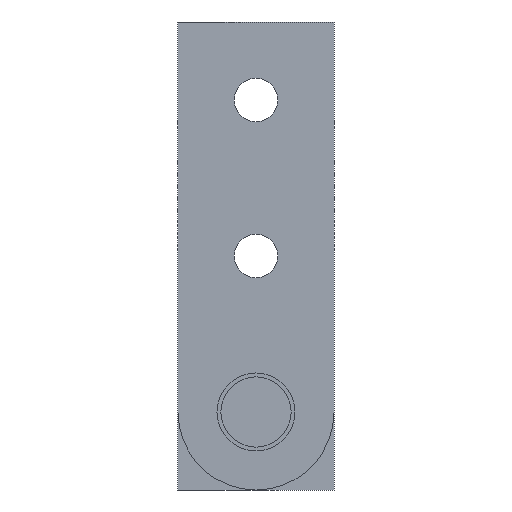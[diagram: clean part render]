
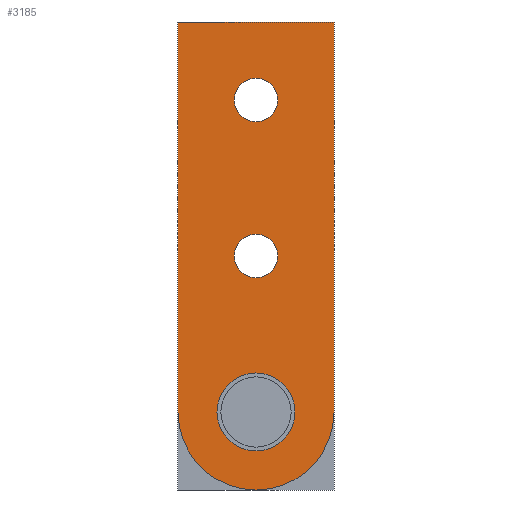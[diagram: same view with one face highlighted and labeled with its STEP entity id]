
A CAD part, left-side view. The second image highlights one B-rep face of the part: STEP entity #3185.
In plain terms, the highlighted planar face has unit normal (-1, 0, 0).
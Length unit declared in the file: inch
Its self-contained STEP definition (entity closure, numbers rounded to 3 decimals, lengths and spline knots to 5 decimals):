
#2821=CARTESIAN_POINT('',(-0.751,0.14,1.5));
#2822=VERTEX_POINT('',#2821);
#2838=CARTESIAN_POINT('',(-0.751,-0.14,1.5));
#2839=VERTEX_POINT('',#2838);
#2846=CARTESIAN_POINT('',(-0.751,0.0,1.5));
#2847=DIRECTION('',(1.0,0.0,0.0));
#2848=DIRECTION('',(0.0,1.0,0.0));
#2849=AXIS2_PLACEMENT_3D('',#2846,#2847,#2848);
#2850=CIRCLE('',#2849,0.14);
#2851=EDGE_CURVE('',#2822,#2839,#2850,.T.);
#2863=CARTESIAN_POINT('',(-0.751,0.14,2.5));
#2864=VERTEX_POINT('',#2863);
#2880=CARTESIAN_POINT('',(-0.751,-0.14,2.5));
#2881=VERTEX_POINT('',#2880);
#2888=CARTESIAN_POINT('',(-0.751,0.0,2.5));
#2889=DIRECTION('',(1.0,0.0,0.0));
#2890=DIRECTION('',(0.0,1.0,0.0));
#2891=AXIS2_PLACEMENT_3D('',#2888,#2889,#2890);
#2892=CIRCLE('',#2891,0.14);
#2893=EDGE_CURVE('',#2864,#2881,#2892,.T.);
#2905=CARTESIAN_POINT('',(-0.751,0.14,0.5));
#2906=VERTEX_POINT('',#2905);
#2922=CARTESIAN_POINT('',(-0.751,-0.14,0.5));
#2923=VERTEX_POINT('',#2922);
#2930=CARTESIAN_POINT('',(-0.751,0.,0.5));
#2931=DIRECTION('',(1.0,0.0,0.0));
#2932=DIRECTION('',(0.0,1.0,0.0));
#2933=AXIS2_PLACEMENT_3D('',#2930,#2931,#2932);
#2934=CIRCLE('',#2933,0.14);
#2935=EDGE_CURVE('',#2906,#2923,#2934,.T.);
#2946=CARTESIAN_POINT('',(-0.751,0.,0.5));
#2947=DIRECTION('',(1.0,0.0,0.0));
#2948=DIRECTION('',(0.0,1.0,0.0));
#2949=AXIS2_PLACEMENT_3D('',#2946,#2947,#2948);
#2950=CIRCLE('',#2949,0.14);
#2951=EDGE_CURVE('',#2923,#2906,#2950,.T.);
#2970=CARTESIAN_POINT('',(-0.751,0.0,2.5));
#2971=DIRECTION('',(1.0,0.0,0.0));
#2972=DIRECTION('',(0.0,1.0,0.0));
#2973=AXIS2_PLACEMENT_3D('',#2970,#2971,#2972);
#2974=CIRCLE('',#2973,0.14);
#2975=EDGE_CURVE('',#2881,#2864,#2974,.T.);
#2994=CARTESIAN_POINT('',(-0.751,0.0,1.5));
#2995=DIRECTION('',(1.0,0.0,0.0));
#2996=DIRECTION('',(0.0,1.0,0.0));
#2997=AXIS2_PLACEMENT_3D('',#2994,#2995,#2996);
#2998=CIRCLE('',#2997,0.14);
#2999=EDGE_CURVE('',#2839,#2822,#2998,.T.);
#3017=CARTESIAN_POINT('',(-0.751,-0.5,3.0));
#3018=VERTEX_POINT('',#3017);
#3019=CARTESIAN_POINT('',(-0.751,-0.5,0.5));
#3020=VERTEX_POINT('',#3019);
#3021=CARTESIAN_POINT('',(-0.751,-0.5,3.0));
#3022=DIRECTION('',(0.0,0.0,-1.0));
#3023=VECTOR('',#3022,2.5);
#3024=LINE('',#3021,#3023);
#3025=EDGE_CURVE('',#3018,#3020,#3024,.T.);
#3057=CARTESIAN_POINT('',(-0.751,0.5,0.5));
#3058=VERTEX_POINT('',#3057);
#3059=CARTESIAN_POINT('',(-0.751,0.,0.5));
#3060=DIRECTION('',(1.0,0.,0.));
#3061=DIRECTION('',(0.,0.707,-0.707));
#3062=AXIS2_PLACEMENT_3D('',#3059,#3060,#3061);
#3063=CIRCLE('',#3062,0.5);
#3064=EDGE_CURVE('',#3020,#3058,#3063,.T.);
#3090=CARTESIAN_POINT('',(-0.751,0.5,3.0));
#3091=VERTEX_POINT('',#3090);
#3092=CARTESIAN_POINT('',(-0.751,0.5,0.5));
#3093=DIRECTION('',(0.0,0.0,1.0));
#3094=VECTOR('',#3093,2.5);
#3095=LINE('',#3092,#3094);
#3096=EDGE_CURVE('',#3058,#3091,#3095,.T.);
#3121=CARTESIAN_POINT('',(-0.751,0.5,3.0));
#3122=DIRECTION('',(0.0,-1.0,0.0));
#3123=VECTOR('',#3122,1.0);
#3124=LINE('',#3121,#3123);
#3125=EDGE_CURVE('',#3091,#3018,#3124,.T.);
#3162=CARTESIAN_POINT('',(-0.751,-0.5,3.0));
#3163=DIRECTION('',(1.0,0.0,0.0));
#3164=DIRECTION('',(0.0,-1.0,0.0));
#3165=AXIS2_PLACEMENT_3D('',#3162,#3163,#3164);
#3166=PLANE('',#3165);
#3167=ORIENTED_EDGE('',*,*,#3025,.F.);
#3168=ORIENTED_EDGE('',*,*,#3125,.F.);
#3169=ORIENTED_EDGE('',*,*,#3096,.F.);
#3170=ORIENTED_EDGE('',*,*,#3064,.F.);
#3171=EDGE_LOOP('',(#3167,#3168,#3169,#3170));
#3172=FACE_OUTER_BOUND('',#3171,.T.);
#3173=ORIENTED_EDGE('',*,*,#2935,.T.);
#3174=ORIENTED_EDGE('',*,*,#2951,.T.);
#3175=EDGE_LOOP('',(#3173,#3174));
#3176=FACE_BOUND('',#3175,.T.);
#3177=ORIENTED_EDGE('',*,*,#2893,.T.);
#3178=ORIENTED_EDGE('',*,*,#2975,.T.);
#3179=EDGE_LOOP('',(#3177,#3178));
#3180=FACE_BOUND('',#3179,.T.);
#3181=ORIENTED_EDGE('',*,*,#2851,.T.);
#3182=ORIENTED_EDGE('',*,*,#2999,.T.);
#3183=EDGE_LOOP('',(#3181,#3182));
#3184=FACE_BOUND('',#3183,.T.);
#3185=ADVANCED_FACE('',(#3172,#3176,#3180,#3184),#3166,.F.);
